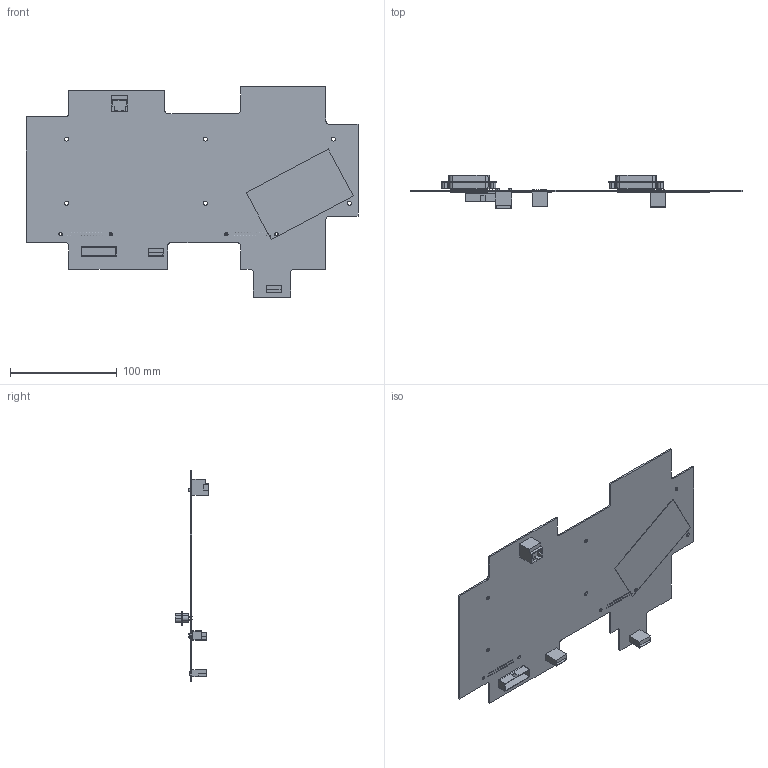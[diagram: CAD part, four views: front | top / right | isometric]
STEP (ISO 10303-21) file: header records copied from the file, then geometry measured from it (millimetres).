
FILE_DESCRIPTION (( 'STEP AP214' ), '1' );
FILE_NAME ('payload2_pcb_asm.STEP', '2018-10-17T20:07:52', ( '' ), ( '' ), 'SwSTEP 2.0', 'SolidWorks 2011', '' );
FILE_SCHEMA (( 'AUTOMOTIVE_DESIGN' ));
Length unit declared in the file: millimetre
Products named in the file (6): connector_AWHW_20pin; payload2_pcb_asm; DB25_F; RJ45_molex_vertical; connector_USB_vertical; payload2_PCB
Assembly tree (7 placements, depth 2):
  payload2_pcb_asm
    connector_USB_vertical  x2
    RJ45_molex_vertical
    payload2_PCB
    DB25_F  x2
    connector_AWHW_20pin
Bounding box: 311 x 31.12 x 197 mm (x, y, z)
Volume: 80719 mm3; surface area: 105660.7 mm2
Topology: 7 solids, 7 shells, 733 faces, 1810 edges, 1140 vertices
Faces by surface type: cylinder 338, plane 227, cone 118, bspline 50
Entity records: 16485 total; most frequent: CARTESIAN_POINT 2587, DIRECTION 2447, ORIENTED_EDGE 2106, EDGE_CURVE 1053, AXIS2_PLACEMENT_3D 962, VERTEX_POINT 702, EDGE_LOOP 557, CIRCLE 530
